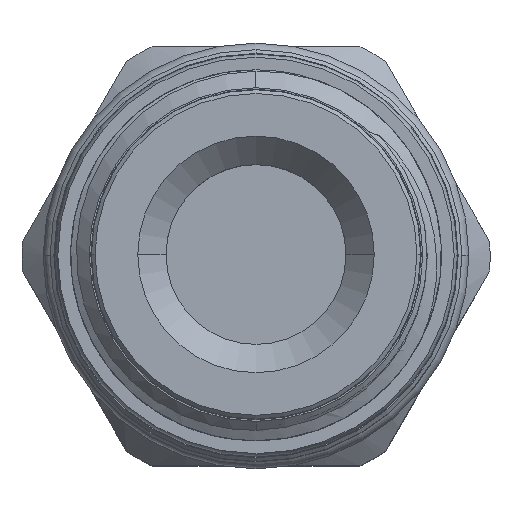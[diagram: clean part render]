
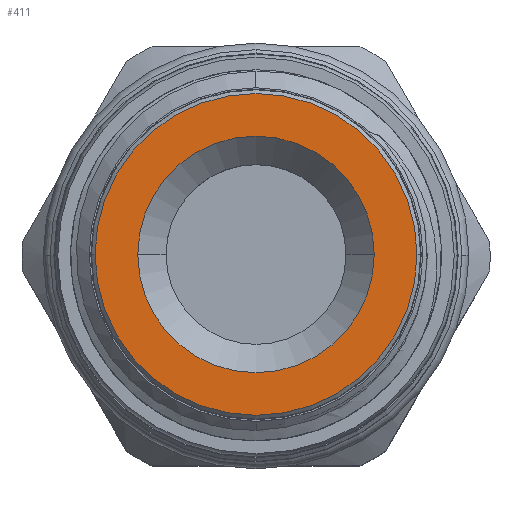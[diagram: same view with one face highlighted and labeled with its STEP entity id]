
A CAD part, top view. The second image highlights one B-rep face of the part: STEP entity #411.
In plain terms, the highlighted planar face has unit normal (0, 0, 1).
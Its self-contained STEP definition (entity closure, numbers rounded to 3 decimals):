
#411 = ADVANCED_FACE ( 'NONE', ( #2714, #2719 ), #8929, .F. ) ;
#1985 = EDGE_LOOP ( 'NONE', ( #2080, #2081 ) ) ;
#1987 = EDGE_LOOP ( 'NONE', ( #2073, #2160 ) ) ;
#2073 = ORIENTED_EDGE ( 'NONE', *, *, #3130, .T. ) ;
#2080 = ORIENTED_EDGE ( 'NONE', *, *, #9570, .T. ) ;
#2081 = ORIENTED_EDGE ( 'NONE', *, *, #3129, .T. ) ;
#2160 = ORIENTED_EDGE ( 'NONE', *, *, #19459, .T. ) ;
#2714 = FACE_OUTER_BOUND ( 'NONE', #1987, .T. ) ;
#2719 = FACE_BOUND ( 'NONE', #1985, .T. ) ;
#3129 = EDGE_CURVE ( 'NONE', #4148, #4147, #13733, .T. ) ;
#3130 = EDGE_CURVE ( 'NONE', #4187, #4170, #13737, .T. ) ;
#3557 = AXIS2_PLACEMENT_3D ( 'NONE', #8928, #8934, #8935 ) ;
#3901 = AXIS2_PLACEMENT_3D ( 'NONE', #15320, #15321, #15322 ) ;
#3903 = AXIS2_PLACEMENT_3D ( 'NONE', #15323, #15324, #15325 ) ;
#4052 = AXIS2_PLACEMENT_3D ( 'NONE', #16323, #16324, #16325 ) ;
#4147 = VERTEX_POINT ( 'NONE', #16195 ) ;
#4148 = VERTEX_POINT ( 'NONE', #16196 ) ;
#4170 = VERTEX_POINT ( 'NONE', #16218 ) ;
#4187 = VERTEX_POINT ( 'NONE', #16235 ) ;
#8928 = CARTESIAN_POINT ( 'NONE',  ( 0., 0., 32.994 ) ) ;
#8929 = PLANE ( 'NONE',  #3557 ) ;
#8934 = DIRECTION ( 'NONE',  ( 0., 0., -1. ) ) ;
#8935 = DIRECTION ( 'NONE',  ( -1., 0., 0. ) ) ;
#9570 = EDGE_CURVE ( 'NONE', #4147, #4148, #13884, .T. ) ;
#13733 = CIRCLE ( 'NONE', #3901, 6.265 ) ;
#13737 = CIRCLE ( 'NONE', #3903, 8.525 ) ;
#13884 = CIRCLE ( 'NONE', #4052, 6.265 ) ;
#14244 = CIRCLE ( 'NONE', #16826, 8.525 ) ;
#15320 = CARTESIAN_POINT ( 'NONE',  ( 0., 0., 32.994 ) ) ;
#15321 = DIRECTION ( 'NONE',  ( 0., 0., -1. ) ) ;
#15322 = DIRECTION ( 'NONE',  ( -1., 0., 0. ) ) ;
#15323 = CARTESIAN_POINT ( 'NONE',  ( 0., 0., 32.994 ) ) ;
#15324 = DIRECTION ( 'NONE',  ( 0., 0., 1. ) ) ;
#15325 = DIRECTION ( 'NONE',  ( -1., 0., 0. ) ) ;
#16195 = CARTESIAN_POINT ( 'NONE',  ( 6.265, 0., 32.994 ) ) ;
#16196 = CARTESIAN_POINT ( 'NONE',  ( -6.265, 0., 32.994 ) ) ;
#16218 = CARTESIAN_POINT ( 'NONE',  ( 8.525, 0., 32.994 ) ) ;
#16235 = CARTESIAN_POINT ( 'NONE',  ( -8.525, 0., 32.994 ) ) ;
#16323 = CARTESIAN_POINT ( 'NONE',  ( 0., 0., 32.994 ) ) ;
#16324 = DIRECTION ( 'NONE',  ( 0., 0., -1. ) ) ;
#16325 = DIRECTION ( 'NONE',  ( -1., 0., 0. ) ) ;
#16826 = AXIS2_PLACEMENT_3D ( 'NONE', #18580, #18581, #18582 ) ;
#18580 = CARTESIAN_POINT ( 'NONE',  ( 0., 0., 32.994 ) ) ;
#18581 = DIRECTION ( 'NONE',  ( 0., 0., 1. ) ) ;
#18582 = DIRECTION ( 'NONE',  ( -1., 0., 0. ) ) ;
#19459 = EDGE_CURVE ( 'NONE', #4170, #4187, #14244, .T. ) ;
